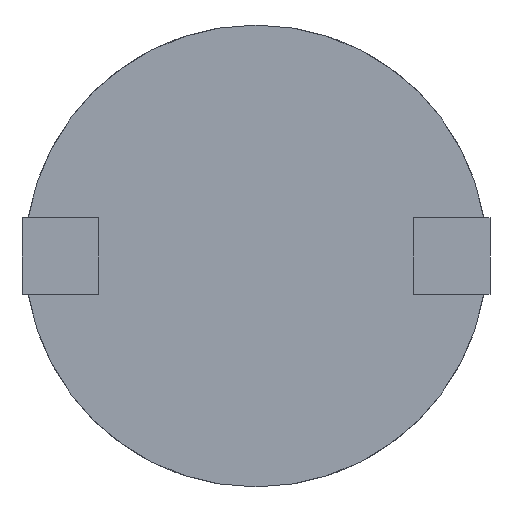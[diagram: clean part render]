
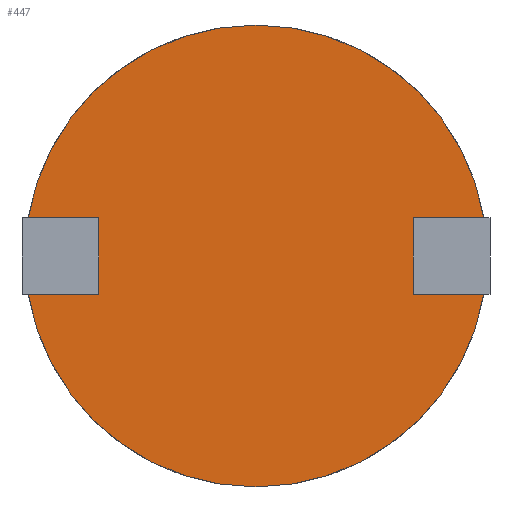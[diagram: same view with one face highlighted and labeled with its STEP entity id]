
A CAD part, front view. The second image highlights one B-rep face of the part: STEP entity #447.
In plain terms, the highlighted planar face has unit normal (0, -1, 0).
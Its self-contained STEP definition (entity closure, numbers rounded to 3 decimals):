
#10 = ORIENTED_EDGE ( 'NONE', *, *, #512, .T. ) ;
#28 = CARTESIAN_POINT ( 'NONE',  ( 0., 5., -1.5 ) ) ;
#46 = CARTESIAN_POINT ( 'NONE',  ( 1.02, 5., 0. ) ) ;
#48 = PLANE ( 'NONE',  #349 ) ;
#69 = ORIENTED_EDGE ( 'NONE', *, *, #697, .F. ) ;
#86 = AXIS2_PLACEMENT_3D ( 'NONE', #845, #325, #930 ) ;
#108 = VERTEX_POINT ( 'NONE', #779 ) ;
#114 = LINE ( 'NONE', #509, #316 ) ;
#121 = VERTEX_POINT ( 'NONE', #28 ) ;
#122 = LINE ( 'NONE', #207, #1017 ) ;
#133 = DIRECTION ( 'NONE',  ( 0., 0., -1. ) ) ;
#137 = DIRECTION ( 'NONE',  ( 0., 1., 0. ) ) ;
#140 = CARTESIAN_POINT ( 'NONE',  ( -1.479, 5., -0.25 ) ) ;
#147 = CARTESIAN_POINT ( 'NONE',  ( 1.479, 5., -0.25 ) ) ;
#165 = CIRCLE ( 'NONE', #782, 1.5 ) ;
#177 = ORIENTED_EDGE ( 'NONE', *, *, #816, .F. ) ;
#197 = EDGE_CURVE ( 'NONE', #121, #489, #1033, .T. ) ;
#207 = CARTESIAN_POINT ( 'NONE',  ( 0., 5., 0.25 ) ) ;
#227 = DIRECTION ( 'NONE',  ( -1., 0., 0. ) ) ;
#251 = ORIENTED_EDGE ( 'NONE', *, *, #971, .F. ) ;
#316 = VECTOR ( 'NONE', #763, 1000. ) ;
#325 = DIRECTION ( 'NONE',  ( 0., 1., 0. ) ) ;
#328 = VECTOR ( 'NONE', #227, 1000. ) ;
#332 = EDGE_CURVE ( 'NONE', #914, #875, #122, .T. ) ;
#347 = EDGE_CURVE ( 'NONE', #467, #489, #577, .T. ) ;
#349 = AXIS2_PLACEMENT_3D ( 'NONE', #648, #137, #729 ) ;
#360 = CARTESIAN_POINT ( 'NONE',  ( 0., 5., 0. ) ) ;
#389 = EDGE_LOOP ( 'NONE', ( #177, #862, #1039, #251, #69, #10, #650, #592, #848, #419 ) ) ;
#395 = CARTESIAN_POINT ( 'NONE',  ( 0., 5., 0. ) ) ;
#401 = LINE ( 'NONE', #46, #1059 ) ;
#412 = CARTESIAN_POINT ( 'NONE',  ( 0., 5., 0. ) ) ;
#416 = AXIS2_PLACEMENT_3D ( 'NONE', #395, #1000, #480 ) ;
#419 = ORIENTED_EDGE ( 'NONE', *, *, #1054, .F. ) ;
#446 = DIRECTION ( 'NONE',  ( 0., 0., -1. ) ) ;
#447 = ADVANCED_FACE ( 'NONE', ( #853 ), #48, .F. ) ;
#463 = CARTESIAN_POINT ( 'NONE',  ( 0., 5., -0.25 ) ) ;
#467 = VERTEX_POINT ( 'NONE', #656 ) ;
#480 = DIRECTION ( 'NONE',  ( 0., 0., -1. ) ) ;
#484 = CARTESIAN_POINT ( 'NONE',  ( 0., 5., 0.25 ) ) ;
#489 = VERTEX_POINT ( 'NONE', #140 ) ;
#495 = EDGE_CURVE ( 'NONE', #1081, #914, #1004, .T. ) ;
#496 = DIRECTION ( 'NONE',  ( 0., 0., -1. ) ) ;
#509 = CARTESIAN_POINT ( 'NONE',  ( 0., 5., -0.25 ) ) ;
#512 = EDGE_CURVE ( 'NONE', #799, #467, #940, .T. ) ;
#535 = VERTEX_POINT ( 'NONE', #147 ) ;
#552 = VECTOR ( 'NONE', #556, 1000. ) ;
#556 = DIRECTION ( 'NONE',  ( -1., 0., 0. ) ) ;
#577 = LINE ( 'NONE', #463, #552 ) ;
#592 = ORIENTED_EDGE ( 'NONE', *, *, #197, .F. ) ;
#613 = VERTEX_POINT ( 'NONE', #1078 ) ;
#643 = AXIS2_PLACEMENT_3D ( 'NONE', #360, #970, #446 ) ;
#648 = CARTESIAN_POINT ( 'NONE',  ( 0., 5., 0. ) ) ;
#650 = ORIENTED_EDGE ( 'NONE', *, *, #347, .T. ) ;
#652 = CARTESIAN_POINT ( 'NONE',  ( 1.02, 5., 0.25 ) ) ;
#656 = CARTESIAN_POINT ( 'NONE',  ( -1.02, 5., -0.25 ) ) ;
#697 = EDGE_CURVE ( 'NONE', #799, #613, #1027, .T. ) ;
#700 = VECTOR ( 'NONE', #909, 1000. ) ;
#729 = DIRECTION ( 'NONE',  ( 0., 0., 1. ) ) ;
#740 = CARTESIAN_POINT ( 'NONE',  ( 1.479, 5., 0.25 ) ) ;
#758 = CIRCLE ( 'NONE', #86, 1.5 ) ;
#763 = DIRECTION ( 'NONE',  ( 1., 0., 0. ) ) ;
#779 = CARTESIAN_POINT ( 'NONE',  ( 1.02, 5., -0.25 ) ) ;
#782 = AXIS2_PLACEMENT_3D ( 'NONE', #412, #1014, #496 ) ;
#799 = VERTEX_POINT ( 'NONE', #1071 ) ;
#806 = DIRECTION ( 'NONE',  ( -1., 0., 0. ) ) ;
#816 = EDGE_CURVE ( 'NONE', #875, #108, #401, .T. ) ;
#824 = CARTESIAN_POINT ( 'NONE',  ( -1.02, 5., 0. ) ) ;
#845 = CARTESIAN_POINT ( 'NONE',  ( 0., 5., 0. ) ) ;
#848 = ORIENTED_EDGE ( 'NONE', *, *, #951, .F. ) ;
#853 = FACE_OUTER_BOUND ( 'NONE', #389, .T. ) ;
#862 = ORIENTED_EDGE ( 'NONE', *, *, #332, .F. ) ;
#875 = VERTEX_POINT ( 'NONE', #652 ) ;
#909 = DIRECTION ( 'NONE',  ( 0., 0., -1. ) ) ;
#914 = VERTEX_POINT ( 'NONE', #740 ) ;
#930 = DIRECTION ( 'NONE',  ( 0., 0., -1. ) ) ;
#940 = LINE ( 'NONE', #824, #700 ) ;
#950 = CARTESIAN_POINT ( 'NONE',  ( 0., 5., 1.5 ) ) ;
#951 = EDGE_CURVE ( 'NONE', #535, #121, #165, .T. ) ;
#970 = DIRECTION ( 'NONE',  ( 0., 1., 0. ) ) ;
#971 = EDGE_CURVE ( 'NONE', #613, #1081, #758, .T. ) ;
#1000 = DIRECTION ( 'NONE',  ( 0., 1., 0. ) ) ;
#1004 = CIRCLE ( 'NONE', #416, 1.5 ) ;
#1014 = DIRECTION ( 'NONE',  ( 0., 1., 0. ) ) ;
#1017 = VECTOR ( 'NONE', #806, 1000. ) ;
#1027 = LINE ( 'NONE', #484, #328 ) ;
#1033 = CIRCLE ( 'NONE', #643, 1.5 ) ;
#1039 = ORIENTED_EDGE ( 'NONE', *, *, #495, .F. ) ;
#1054 = EDGE_CURVE ( 'NONE', #108, #535, #114, .T. ) ;
#1059 = VECTOR ( 'NONE', #133, 1000. ) ;
#1071 = CARTESIAN_POINT ( 'NONE',  ( -1.02, 5., 0.25 ) ) ;
#1078 = CARTESIAN_POINT ( 'NONE',  ( -1.479, 5., 0.25 ) ) ;
#1081 = VERTEX_POINT ( 'NONE', #950 ) ;
